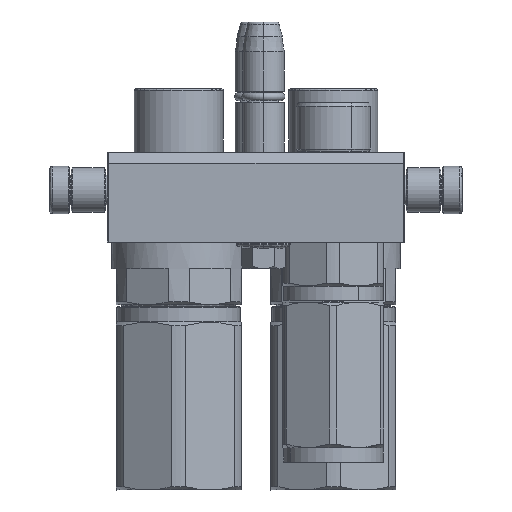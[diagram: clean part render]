
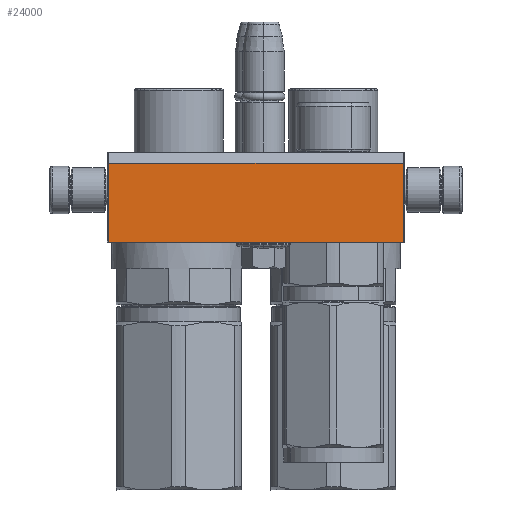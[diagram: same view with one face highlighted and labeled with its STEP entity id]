
A CAD part, left-side view. The second image highlights one B-rep face of the part: STEP entity #24000.
In plain terms, the highlighted face is planar.
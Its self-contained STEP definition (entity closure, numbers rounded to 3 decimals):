
#158 = DIRECTION ( 'NONE',  ( 1., 0., 0. ) ) ;
#3010 = LINE ( 'NONE', #39654, #8401 ) ;
#3668 = VECTOR ( 'NONE', #158, 1000. ) ;
#3818 = VERTEX_POINT ( 'NONE', #55026 ) ;
#5252 = EDGE_CURVE ( 'NONE', #15170, #5532, #11228, .T. ) ;
#5532 = VERTEX_POINT ( 'NONE', #17858 ) ;
#8401 = VECTOR ( 'NONE', #11768, 1000. ) ;
#10494 = CARTESIAN_POINT ( 'NONE',  ( 49.5, -15., 56. ) ) ;
#11228 = LINE ( 'NONE', #43312, #59794 ) ;
#11474 = DIRECTION ( 'NONE',  ( 0., 1., 0. ) ) ;
#11768 = DIRECTION ( 'NONE',  ( 0., 1., 0. ) ) ;
#12795 = CARTESIAN_POINT ( 'NONE',  ( -49.5, 11.536, 56. ) ) ;
#13674 = VERTEX_POINT ( 'NONE', #42650 ) ;
#14331 = DIRECTION ( 'NONE',  ( 0., 0., 1. ) ) ;
#15170 = VERTEX_POINT ( 'NONE', #12795 ) ;
#16156 = EDGE_CURVE ( 'NONE', #3818, #13674, #33748, .T. ) ;
#17621 = LINE ( 'NONE', #10494, #62726 ) ;
#17858 = CARTESIAN_POINT ( 'NONE',  ( 49.5, 11.536, 56. ) ) ;
#19801 = AXIS2_PLACEMENT_3D ( 'NONE', #53333, #14331, #54056 ) ;
#20712 = EDGE_LOOP ( 'NONE', ( #31014, #52428, #61389, #53416 ) ) ;
#22256 = EDGE_CURVE ( 'NONE', #3818, #15170, #3010, .T. ) ;
#22923 = CARTESIAN_POINT ( 'NONE',  ( -49.5, -15., 56. ) ) ;
#24000 = ADVANCED_FACE ( 'NONE', ( #56748 ), #31354, .T. ) ;
#31014 = ORIENTED_EDGE ( 'NONE', *, *, #16156, .T. ) ;
#31354 = PLANE ( 'NONE',  #19801 ) ;
#33748 = LINE ( 'NONE', #22923, #3668 ) ;
#39654 = CARTESIAN_POINT ( 'NONE',  ( -49.5, -15., 56. ) ) ;
#42650 = CARTESIAN_POINT ( 'NONE',  ( 49.5, -15., 56. ) ) ;
#43312 = CARTESIAN_POINT ( 'NONE',  ( -49.5, 11.536, 56. ) ) ;
#52428 = ORIENTED_EDGE ( 'NONE', *, *, #72467, .T. ) ;
#53333 = CARTESIAN_POINT ( 'NONE',  ( -50., -15., 56. ) ) ;
#53416 = ORIENTED_EDGE ( 'NONE', *, *, #22256, .F. ) ;
#54056 = DIRECTION ( 'NONE',  ( 1., 0., 0. ) ) ;
#55026 = CARTESIAN_POINT ( 'NONE',  ( -49.5, -15., 56. ) ) ;
#56748 = FACE_OUTER_BOUND ( 'NONE', #20712, .T. ) ;
#59794 = VECTOR ( 'NONE', #60132, 1000. ) ;
#60132 = DIRECTION ( 'NONE',  ( 1., 0., 0. ) ) ;
#61389 = ORIENTED_EDGE ( 'NONE', *, *, #5252, .F. ) ;
#62726 = VECTOR ( 'NONE', #11474, 1000. ) ;
#72467 = EDGE_CURVE ( 'NONE', #13674, #5532, #17621, .T. ) ;
